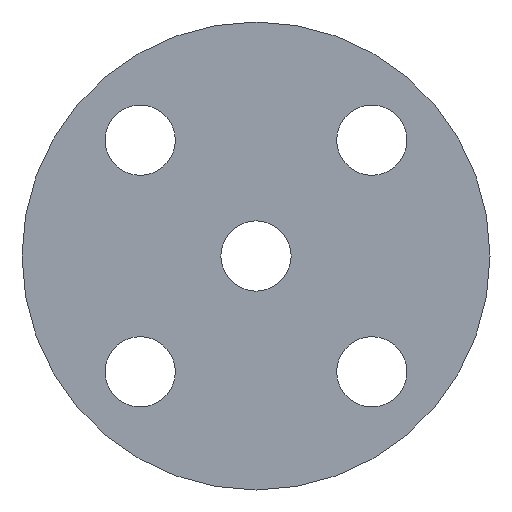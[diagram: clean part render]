
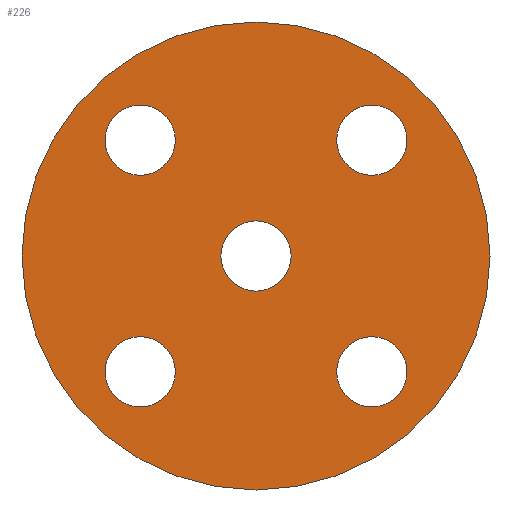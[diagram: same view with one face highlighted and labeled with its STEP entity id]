
A CAD part, left-side view. The second image highlights one B-rep face of the part: STEP entity #226.
In plain terms, the highlighted planar face has unit normal (-1, 0, 0).
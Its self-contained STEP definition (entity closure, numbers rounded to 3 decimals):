
#22=FACE_BOUND('',#62,.T.);
#23=FACE_BOUND('',#63,.T.);
#24=FACE_BOUND('',#64,.T.);
#25=FACE_BOUND('',#65,.T.);
#26=FACE_BOUND('',#66,.T.);
#30=PLANE('',#278);
#42=FACE_OUTER_BOUND('',#61,.T.);
#61=EDGE_LOOP('',(#200,#201));
#62=EDGE_LOOP('',(#202));
#63=EDGE_LOOP('',(#203));
#64=EDGE_LOOP('',(#204));
#65=EDGE_LOOP('',(#205));
#66=EDGE_LOOP('',(#206));
#95=CIRCLE('',#264,1.5);
#96=CIRCLE('',#266,1.5);
#97=CIRCLE('',#268,1.5);
#98=CIRCLE('',#270,1.5);
#100=CIRCLE('',#273,1.5);
#101=CIRCLE('',#275,10.);
#102=CIRCLE('',#276,10.);
#115=VERTEX_POINT('',#385);
#116=VERTEX_POINT('',#389);
#117=VERTEX_POINT('',#393);
#118=VERTEX_POINT('',#397);
#120=VERTEX_POINT('',#403);
#121=VERTEX_POINT('',#407);
#122=VERTEX_POINT('',#409);
#138=EDGE_CURVE('',#115,#115,#95,.T.);
#140=EDGE_CURVE('',#116,#116,#96,.T.);
#142=EDGE_CURVE('',#117,#117,#97,.T.);
#144=EDGE_CURVE('',#118,#118,#98,.T.);
#147=EDGE_CURVE('',#120,#120,#100,.T.);
#149=EDGE_CURVE('',#121,#122,#101,.T.);
#150=EDGE_CURVE('',#122,#121,#102,.T.);
#200=ORIENTED_EDGE('',*,*,#150,.F.);
#201=ORIENTED_EDGE('',*,*,#149,.F.);
#202=ORIENTED_EDGE('',*,*,#147,.F.);
#203=ORIENTED_EDGE('',*,*,#144,.F.);
#204=ORIENTED_EDGE('',*,*,#142,.F.);
#205=ORIENTED_EDGE('',*,*,#140,.F.);
#206=ORIENTED_EDGE('',*,*,#138,.F.);
#226=ADVANCED_FACE('',(#42,#22,#23,#24,#25,#26),#30,.F.);
#264=AXIS2_PLACEMENT_3D('',#387,#318,#319);
#266=AXIS2_PLACEMENT_3D('',#391,#323,#324);
#268=AXIS2_PLACEMENT_3D('',#395,#328,#329);
#270=AXIS2_PLACEMENT_3D('',#399,#333,#334);
#273=AXIS2_PLACEMENT_3D('',#405,#340,#341);
#275=AXIS2_PLACEMENT_3D('',#410,#345,#346);
#276=AXIS2_PLACEMENT_3D('',#411,#347,#348);
#278=AXIS2_PLACEMENT_3D('',#413,#351,#352);
#318=DIRECTION('center_axis',(-1.,0.,0.));
#319=DIRECTION('ref_axis',(0.,-1.,0.));
#323=DIRECTION('center_axis',(-1.,0.,0.));
#324=DIRECTION('ref_axis',(0.,-1.,0.));
#328=DIRECTION('center_axis',(-1.,0.,0.));
#329=DIRECTION('ref_axis',(0.,-1.,0.));
#333=DIRECTION('center_axis',(-1.,0.,0.));
#334=DIRECTION('ref_axis',(0.,-1.,0.));
#340=DIRECTION('center_axis',(-1.,0.,0.));
#341=DIRECTION('ref_axis',(0.,-1.,0.));
#345=DIRECTION('center_axis',(1.,0.,0.));
#346=DIRECTION('ref_axis',(0.,1.,0.));
#347=DIRECTION('center_axis',(1.,0.,0.));
#348=DIRECTION('ref_axis',(0.,1.,0.));
#351=DIRECTION('center_axis',(1.,0.,0.));
#352=DIRECTION('ref_axis',(0.,0.,-1.));
#385=CARTESIAN_POINT('',(0.,6.45,-4.95));
#387=CARTESIAN_POINT('Origin',(0.,4.95,-4.95));
#389=CARTESIAN_POINT('',(0.,-3.45,-4.95));
#391=CARTESIAN_POINT('Origin',(0.,-4.95,-4.95));
#393=CARTESIAN_POINT('',(0.,-3.45,4.95));
#395=CARTESIAN_POINT('Origin',(0.,-4.95,4.95));
#397=CARTESIAN_POINT('',(0.,6.45,4.95));
#399=CARTESIAN_POINT('Origin',(0.,4.95,4.95));
#403=CARTESIAN_POINT('',(0.,1.5,0.));
#405=CARTESIAN_POINT('Origin',(0.,0.,0.));
#407=CARTESIAN_POINT('',(0.,-10.,0.));
#409=CARTESIAN_POINT('',(0.,10.,0.));
#410=CARTESIAN_POINT('Origin',(0.,0.,0.));
#411=CARTESIAN_POINT('Origin',(0.,0.,0.));
#413=CARTESIAN_POINT('Origin',(0.,0.,0.));
